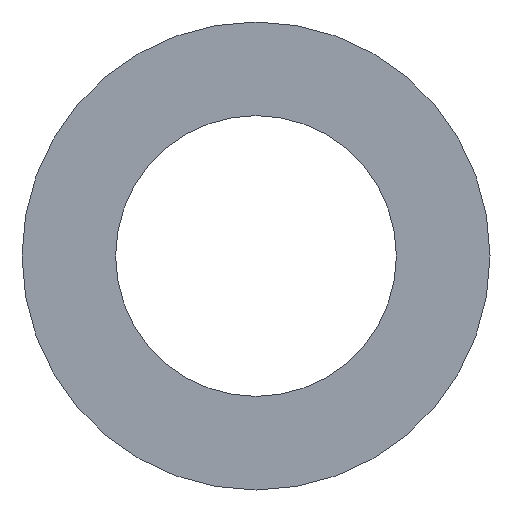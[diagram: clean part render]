
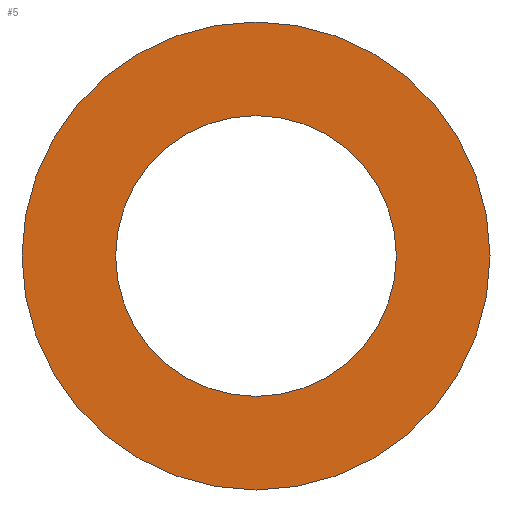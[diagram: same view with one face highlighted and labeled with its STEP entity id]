
A CAD part, front view. The second image highlights one B-rep face of the part: STEP entity #5.
In plain terms, the highlighted planar face has unit normal (0, -1, 0).
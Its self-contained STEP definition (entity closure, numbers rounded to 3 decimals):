
#5 = ADVANCED_FACE ( 'NONE', ( #104, #187 ), #22, .F. ) ;
#14 = CARTESIAN_POINT ( 'NONE',  ( 0., 0., -1.5 ) ) ;
#22 = PLANE ( 'NONE',  #214 ) ;
#26 = DIRECTION ( 'NONE',  ( 0., 0., 1. ) ) ;
#31 = DIRECTION ( 'NONE',  ( 0., 1., 0. ) ) ;
#34 = CIRCLE ( 'NONE', #113, 2.5 ) ;
#35 = VERTEX_POINT ( 'NONE', #302 ) ;
#36 = ORIENTED_EDGE ( 'NONE', *, *, #97, .T. ) ;
#37 = AXIS2_PLACEMENT_3D ( 'NONE', #165, #250, #252 ) ;
#49 = CARTESIAN_POINT ( 'NONE',  ( 0., 0., 0. ) ) ;
#56 = ORIENTED_EDGE ( 'NONE', *, *, #126, .F. ) ;
#58 = CIRCLE ( 'NONE', #177, 1.5 ) ;
#69 = DIRECTION ( 'NONE',  ( 0., 1., 0. ) ) ;
#78 = VERTEX_POINT ( 'NONE', #167 ) ;
#97 = EDGE_CURVE ( 'NONE', #239, #151, #242, .T. ) ;
#100 = EDGE_LOOP ( 'NONE', ( #36, #222 ) ) ;
#104 = FACE_OUTER_BOUND ( 'NONE', #128, .T. ) ;
#113 = AXIS2_PLACEMENT_3D ( 'NONE', #185, #69, #26 ) ;
#126 = EDGE_CURVE ( 'NONE', #35, #78, #259, .T. ) ;
#128 = EDGE_LOOP ( 'NONE', ( #218, #56 ) ) ;
#137 = EDGE_CURVE ( 'NONE', #78, #35, #34, .T. ) ;
#151 = VERTEX_POINT ( 'NONE', #251 ) ;
#156 = EDGE_CURVE ( 'NONE', #151, #239, #58, .T. ) ;
#160 = AXIS2_PLACEMENT_3D ( 'NONE', #271, #293, #303 ) ;
#165 = CARTESIAN_POINT ( 'NONE',  ( 0., 0., 0. ) ) ;
#167 = CARTESIAN_POINT ( 'NONE',  ( 0., 0., -2.5 ) ) ;
#177 = AXIS2_PLACEMENT_3D ( 'NONE', #49, #272, #213 ) ;
#185 = CARTESIAN_POINT ( 'NONE',  ( 0., 0., 0. ) ) ;
#187 = FACE_BOUND ( 'NONE', #100, .T. ) ;
#213 = DIRECTION ( 'NONE',  ( 0., 0., 1. ) ) ;
#214 = AXIS2_PLACEMENT_3D ( 'NONE', #290, #31, #254 ) ;
#218 = ORIENTED_EDGE ( 'NONE', *, *, #137, .F. ) ;
#222 = ORIENTED_EDGE ( 'NONE', *, *, #156, .T. ) ;
#239 = VERTEX_POINT ( 'NONE', #14 ) ;
#242 = CIRCLE ( 'NONE', #37, 1.5 ) ;
#250 = DIRECTION ( 'NONE',  ( 0., 1., 0. ) ) ;
#251 = CARTESIAN_POINT ( 'NONE',  ( 0., 0., 1.5 ) ) ;
#252 = DIRECTION ( 'NONE',  ( 0., 0., 1. ) ) ;
#254 = DIRECTION ( 'NONE',  ( 0., 0., 1. ) ) ;
#259 = CIRCLE ( 'NONE', #160, 2.5 ) ;
#271 = CARTESIAN_POINT ( 'NONE',  ( 0., 0., 0. ) ) ;
#272 = DIRECTION ( 'NONE',  ( 0., 1., 0. ) ) ;
#290 = CARTESIAN_POINT ( 'NONE',  ( 0., 0., 0. ) ) ;
#293 = DIRECTION ( 'NONE',  ( 0., 1., 0. ) ) ;
#302 = CARTESIAN_POINT ( 'NONE',  ( 0., 0., 2.5 ) ) ;
#303 = DIRECTION ( 'NONE',  ( 0., 0., 1. ) ) ;
